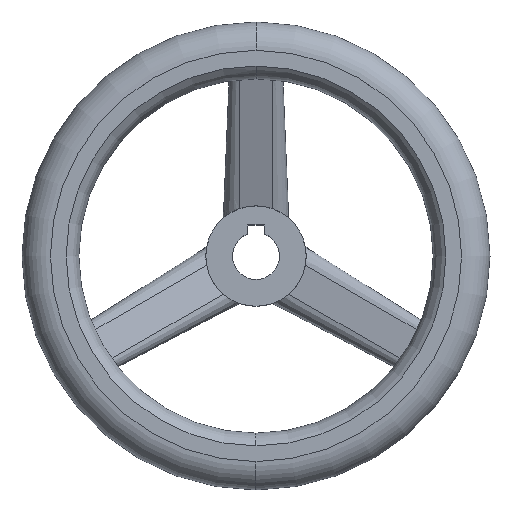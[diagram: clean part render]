
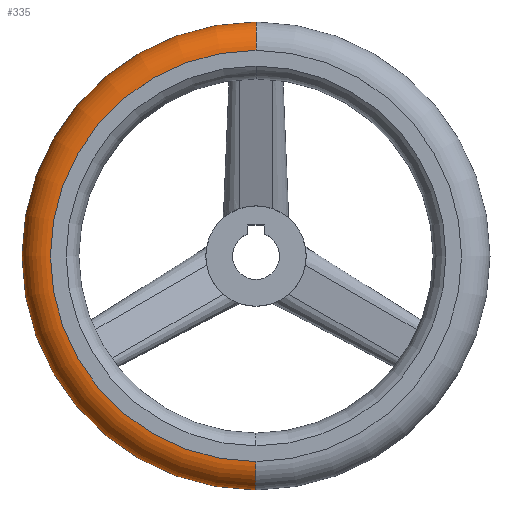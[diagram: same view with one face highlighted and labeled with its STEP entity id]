
A CAD part, top view. The second image highlights one B-rep face of the part: STEP entity #335.
In plain terms, the highlighted toroidal (fillet/blend) face has major radius 61.5 mm and minor radius 8.5 mm.
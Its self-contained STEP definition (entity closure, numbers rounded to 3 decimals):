
#217=VERTEX_POINT('',#612);
#233=EDGE_CURVE('',#405,#247,#631,.T.);
#247=VERTEX_POINT('',#645);
#267=EDGE_CURVE('',#329,#217,#670,.T.);
#329=VERTEX_POINT('',#743);
#335=ADVANCED_FACE('',(#749),#750,.T.);
#405=VERTEX_POINT('',#823);
#491=EDGE_CURVE('',#405,#217,#918,.T.);
#515=EDGE_CURVE('',#329,#247,#947,.T.);
#612=CARTESIAN_POINT('',(0.,-70.0,30.5));
#631=CIRCLE('',#1083,61.5);
#645=CARTESIAN_POINT('',(0.,61.5,39.0));
#670=CIRCLE('',#1164,70.0);
#743=CARTESIAN_POINT('',(0.,70.0,30.5));
#749=FACE_OUTER_BOUND('',#1265,.T.);
#750=TOROIDAL_SURFACE('',#1266,61.5,8.5);
#823=CARTESIAN_POINT('',(0.,-61.5,39.0));
#918=CIRCLE('',#1700,8.5);
#947=CIRCLE('',#1769,8.5);
#1083=AXIS2_PLACEMENT_3D('',#2023,#2024,#2025);
#1164=AXIS2_PLACEMENT_3D('',#2074,#2075,#2076);
#1265=EDGE_LOOP('',(#2194,#2195,#2196,#2197));
#1266=AXIS2_PLACEMENT_3D('',#2198,#2199,#2200);
#1700=AXIS2_PLACEMENT_3D('',#2349,#2350,#2351);
#1769=AXIS2_PLACEMENT_3D('',#2399,#2400,#2401);
#2023=CARTESIAN_POINT('',(0.,0.,39.0));
#2024=DIRECTION('',(0.,0.,-1.0));
#2025=DIRECTION('',(0.,1.0,0.));
#2074=CARTESIAN_POINT('',(0.,0.,30.5));
#2075=DIRECTION('',(0.,0.,1.0));
#2076=DIRECTION('',(1.0,0.0,0.));
#2194=ORIENTED_EDGE('',*,*,#267,.T.);
#2195=ORIENTED_EDGE('',*,*,#491,.F.);
#2196=ORIENTED_EDGE('',*,*,#233,.T.);
#2197=ORIENTED_EDGE('',*,*,#515,.F.);
#2198=CARTESIAN_POINT('',(0.,0.,30.5));
#2199=DIRECTION('',(0.,0.,1.0));
#2200=DIRECTION('',(0.,1.0,0.0));
#2349=CARTESIAN_POINT('',(0.,-61.5,30.5));
#2350=DIRECTION('',(1.0,0.,0.));
#2351=DIRECTION('',(0.,-1.0,0.));
#2399=CARTESIAN_POINT('',(0.,61.5,30.5));
#2400=DIRECTION('',(1.0,0.,0.));
#2401=DIRECTION('',(0.,1.0,0.));
